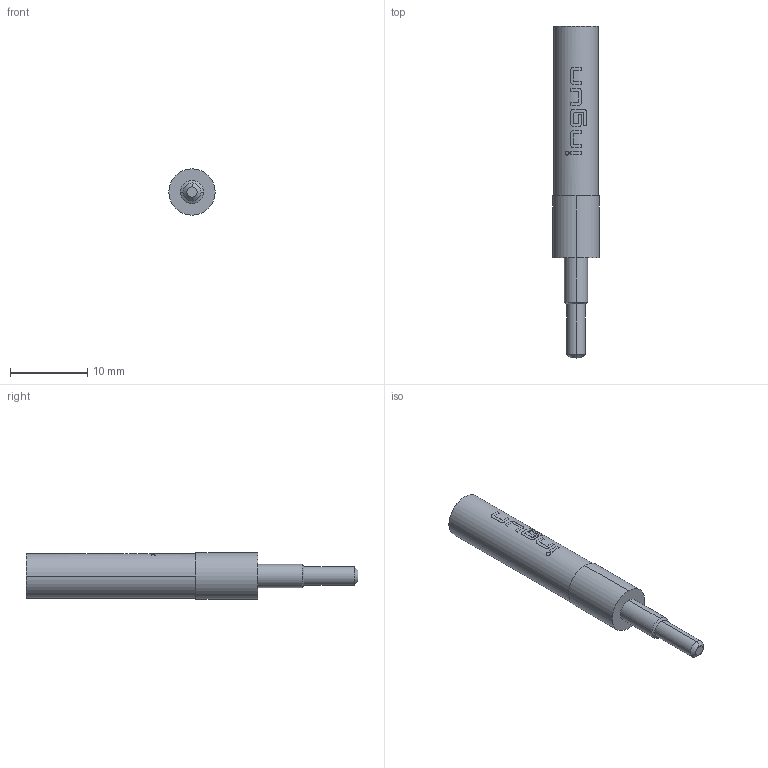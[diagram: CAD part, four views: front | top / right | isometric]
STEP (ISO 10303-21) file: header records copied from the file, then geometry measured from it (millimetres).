
FILE_DESCRIPTION (( 'STEP AP203' ), '1' );
FILE_NAME ('INGUN_E-SW-GKS.STEP', '2022-05-05T11:56:45', ( 'ochi' ), ( '' ), 'SwSTEP 2.0', 'SolidWorks 2018', '' );
FILE_SCHEMA (( 'CONFIG_CONTROL_DESIGN' ));
Length unit declared in the file: millimetre
Products named in the file (1): INGUN_E-SW-GKS
Bounding box: 6 x 43 x 6 mm (x, y, z)
Volume: 879.1 mm3; surface area: 713 mm2
Topology: 1 solids, 1 shells, 84 faces, 220 edges, 146 vertices
Faces by surface type: plane 44, bspline 22, cylinder 14, cone 4
Entity records: 2957 total; most frequent: CARTESIAN_POINT 979, ORIENTED_EDGE 440, DIRECTION 322, EDGE_CURVE 220, VERTEX_POINT 146, AXIS2_PLACEMENT_3D 125, EDGE_LOOP 92, B_SPLINE_CURVE_WITH_KNOTS 86
